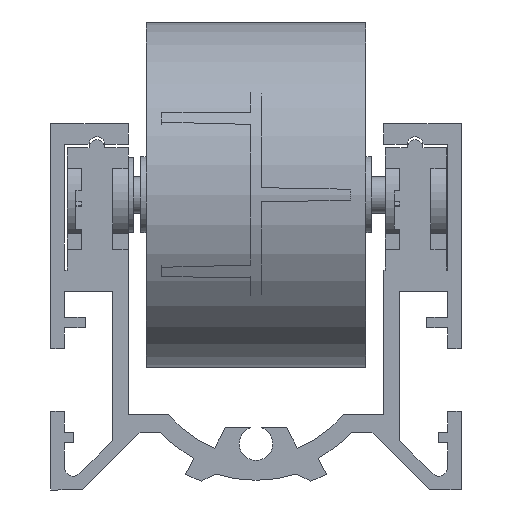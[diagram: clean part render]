
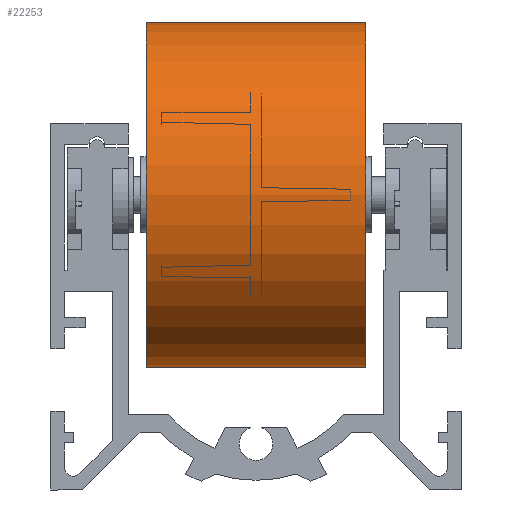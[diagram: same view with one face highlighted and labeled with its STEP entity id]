
A CAD part, front view. The second image highlights one B-rep face of the part: STEP entity #22253.
In plain terms, the highlighted cylindrical face has radius 16.5 mm (diameter 33 mm), a full revolution.
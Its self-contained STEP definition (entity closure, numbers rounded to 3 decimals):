
#1088=CYLINDRICAL_SURFACE('',#24425,16.5);
#2132=FACE_OUTER_BOUND('',#3408,.T.);
#3408=EDGE_LOOP('',(#19179,#19180,#19181,#19182));
#4518=CIRCLE('',#24423,16.5);
#4520=CIRCLE('',#24426,16.5);
#6019=LINE('',#40172,#7502);
#7502=VECTOR('',#30038,16.5);
#9610=VERTEX_POINT('',#40165);
#9612=VERTEX_POINT('',#40170);
#12853=EDGE_CURVE('',#9610,#9610,#4518,.T.);
#12855=EDGE_CURVE('',#9612,#9612,#4520,.T.);
#12856=EDGE_CURVE('',#9612,#9610,#6019,.T.);
#19179=ORIENTED_EDGE('',*,*,#12855,.F.);
#19180=ORIENTED_EDGE('',*,*,#12856,.T.);
#19181=ORIENTED_EDGE('',*,*,#12853,.F.);
#19182=ORIENTED_EDGE('',*,*,#12856,.F.);
#22253=ADVANCED_FACE('',(#2132),#1088,.T.);
#24423=AXIS2_PLACEMENT_3D('',#40166,#30030,#30031);
#24425=AXIS2_PLACEMENT_3D('',#40169,#30034,#30035);
#24426=AXIS2_PLACEMENT_3D('',#40171,#30036,#30037);
#30030=DIRECTION('center_axis',(1.,0.,0.));
#30031=DIRECTION('ref_axis',(0.,-1.,0.));
#30034=DIRECTION('center_axis',(-1.,0.,0.));
#30035=DIRECTION('ref_axis',(0.,-1.,0.));
#30036=DIRECTION('center_axis',(-1.,0.,0.));
#30037=DIRECTION('ref_axis',(0.,-1.,0.));
#30038=DIRECTION('',(1.,0.,0.));
#40165=CARTESIAN_POINT('',(10.5,-492.015,-0.794));
#40166=CARTESIAN_POINT('Origin',(10.5,-508.515,-0.794));
#40169=CARTESIAN_POINT('Origin',(0.,-508.515,
-0.794));
#40170=CARTESIAN_POINT('',(-10.5,-492.015,-0.794));
#40171=CARTESIAN_POINT('Origin',(-10.5,-508.515,-0.794));
#40172=CARTESIAN_POINT('',(0.,-492.015,-0.794));
